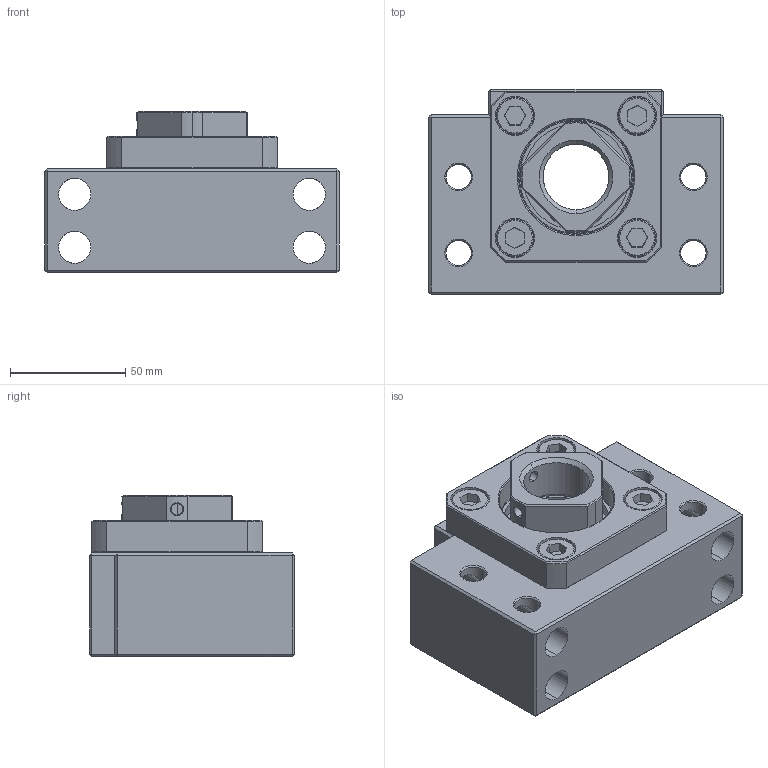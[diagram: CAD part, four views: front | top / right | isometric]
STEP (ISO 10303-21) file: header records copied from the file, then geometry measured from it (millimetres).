
FILE_DESCRIPTION (( 'STEP AP214' ), '1' );
FILE_NAME ('BKN30.step', '2020-09-08T14:36:18', ( '' ), ( '' ), 'SwSTEP 2.0', 'SolidWorks 2020', '' );
FILE_SCHEMA (( 'AUTOMOTIVE_DESIGN' ));
Length unit declared in the file: millimetre
Products named in the file (1): BKN30
Bounding box: 128 x 89 x 70 mm (x, y, z)
Volume: 411098.5 mm3; surface area: 128859.4 mm2
Topology: 15 solids, 15 shells, 475 faces, 1149 edges, 703 vertices
Faces by surface type: cylinder 155, plane 144, cone 96, bspline 80
Entity records: 27029 total; most frequent: CARTESIAN_POINT 11056, ORIENTED_EDGE 2282, DIRECTION 2130, EDGE_CURVE 1141, AXIS2_PLACEMENT_3D 841, VERTEX_POINT 703, EDGE_LOOP 548, UNCERTAINTY_MEASURE_WITH_UNIT 492
